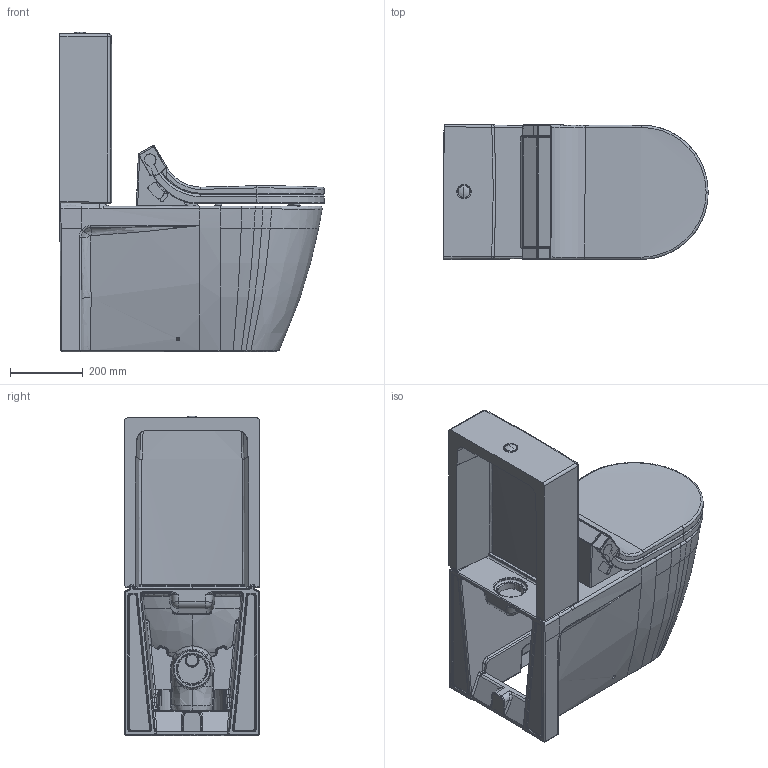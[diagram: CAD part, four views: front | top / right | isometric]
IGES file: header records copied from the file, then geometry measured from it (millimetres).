
Global section: file name: No Iges File Name specified; native system: Autodesk Inventor 2011; preprocessor: AutoDesk Inventor Iges Exporter R2011; author: Administrator; date: 20120413.221721; units: millimetre
Bounding box: 726.05 x 371.2 x 878.23 mm (x, y, z)
Volume: 50530553.6 mm3; surface area: 3597310.9 mm2
Topology: 20 solids, 20 shells, 1500 faces, 3719 edges, 2222 vertices
Faces by surface type: bspline 822, plane 249, cylinder 180, revolution 143, torus 62, sphere 23, cone 21
